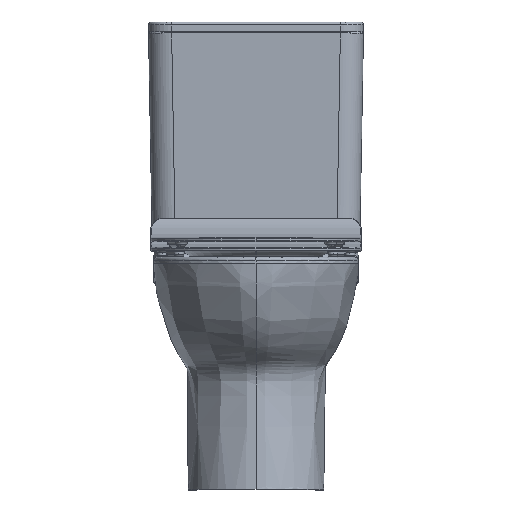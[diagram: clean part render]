
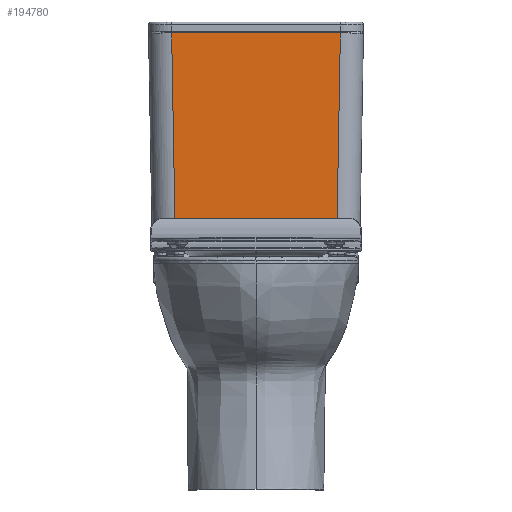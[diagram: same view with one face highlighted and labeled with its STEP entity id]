
A CAD part, top view. The second image highlights one B-rep face of the part: STEP entity #194780.
In plain terms, the highlighted face is planar.
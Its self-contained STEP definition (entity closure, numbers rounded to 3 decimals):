
#8524 = CARTESIAN_POINT ( 'NONE',  ( -146.058, -77.332, 386.576 ) ) ;
#12991 = VERTEX_POINT ( 'NONE', #23152 ) ;
#18233 = LINE ( 'NONE', #62658, #105144 ) ;
#23152 = CARTESIAN_POINT ( 'NONE',  ( 146.058, -77.332, 386.576 ) ) ;
#32493 = FACE_OUTER_BOUND ( 'NONE', #99609, .T. ) ;
#36798 = DIRECTION ( 'NONE',  ( 0.017, 0.017, -1. ) ) ;
#53091 = DIRECTION ( 'NONE',  ( 1., 0., 0. ) ) ;
#54984 = EDGE_CURVE ( 'NONE', #166270, #110974, #109891, .T. ) ;
#60319 = VERTEX_POINT ( 'NONE', #141308 ) ;
#62658 = CARTESIAN_POINT ( 'NONE',  ( 139.377, -70.651, 3.854 ) ) ;
#68366 = ORIENTED_EDGE ( 'NONE', *, *, #186700, .T. ) ;
#68897 = DIRECTION ( 'NONE',  ( 0., 1., 0.017 ) ) ;
#80916 = ORIENTED_EDGE ( 'NONE', *, *, #130592, .T. ) ;
#81999 = CARTESIAN_POINT ( 'NONE',  ( -139.515, -70.79, 11.773 ) ) ;
#92708 = PLANE ( 'NONE',  #194513 ) ;
#96540 = ORIENTED_EDGE ( 'NONE', *, *, #54984, .T. ) ;
#99609 = EDGE_LOOP ( 'NONE', ( #96540, #80916, #111630, #68366 ) ) ;
#102038 = VECTOR ( 'NONE', #175276, 1000. ) ;
#105144 = VECTOR ( 'NONE', #149540, 1000. ) ;
#109891 = LINE ( 'NONE', #183895, #175252 ) ;
#110974 = VERTEX_POINT ( 'NONE', #81999 ) ;
#111630 = ORIENTED_EDGE ( 'NONE', *, *, #129427, .T. ) ;
#115098 = LINE ( 'NONE', #117040, #102038 ) ;
#117040 = CARTESIAN_POINT ( 'NONE',  ( 185., -70.79, 11.773 ) ) ;
#120651 = CARTESIAN_POINT ( 'NONE',  ( 0., -77.332, 386.576 ) ) ;
#129427 = EDGE_CURVE ( 'NONE', #60319, #12991, #18233, .T. ) ;
#130592 = EDGE_CURVE ( 'NONE', #110974, #60319, #115098, .T. ) ;
#134466 = DIRECTION ( 'NONE',  ( -1., 0., 0. ) ) ;
#138082 = CARTESIAN_POINT ( 'NONE',  ( 185., -70.752, 9.611 ) ) ;
#141308 = CARTESIAN_POINT ( 'NONE',  ( 139.515, -70.79, 11.773 ) ) ;
#143780 = VECTOR ( 'NONE', #134466, 1000. ) ;
#149540 = DIRECTION ( 'NONE',  ( 0.017, -0.017, 1. ) ) ;
#166270 = VERTEX_POINT ( 'NONE', #8524 ) ;
#175252 = VECTOR ( 'NONE', #36798, 1000. ) ;
#175276 = DIRECTION ( 'NONE',  ( 1., 0., 0. ) ) ;
#183895 = CARTESIAN_POINT ( 'NONE',  ( -139.377, -70.651, 3.854 ) ) ;
#186700 = EDGE_CURVE ( 'NONE', #12991, #166270, #193695, .T. ) ;
#193695 = LINE ( 'NONE', #120651, #143780 ) ;
#194513 = AXIS2_PLACEMENT_3D ( 'NONE', #138082, #68897, #53091 ) ;
#194780 = ADVANCED_FACE ( 'NONE', ( #32493 ), #92708, .F. ) ;
